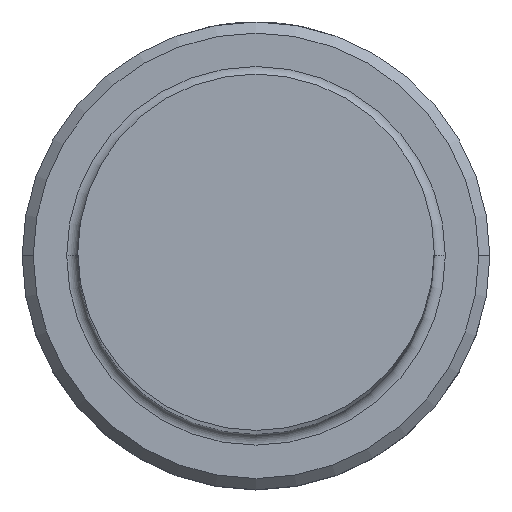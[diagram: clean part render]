
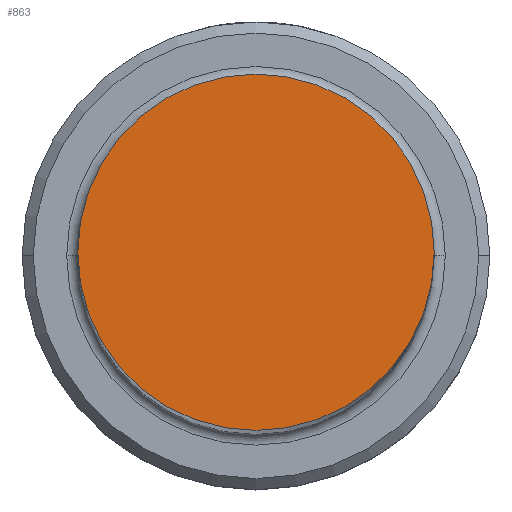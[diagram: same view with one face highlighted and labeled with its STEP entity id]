
A CAD part, top view. The second image highlights one B-rep face of the part: STEP entity #863.
In plain terms, the highlighted planar face has unit normal (0, 0, 1).
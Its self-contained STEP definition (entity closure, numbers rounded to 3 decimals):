
#21 = CARTESIAN_POINT ( 'NONE',  ( -8., 0., 100. ) ) ;
#29 = CARTESIAN_POINT ( 'NONE',  ( 8., 0., 100. ) ) ;
#115 = CARTESIAN_POINT ( 'NONE',  ( 0., 0., 100. ) ) ;
#146 = CIRCLE ( 'NONE', #1086, 8. ) ;
#211 = VERTEX_POINT ( 'NONE', #29 ) ;
#389 = PLANE ( 'NONE',  #855 ) ;
#435 = DIRECTION ( 'NONE',  ( 0., 0., 1. ) ) ;
#448 = AXIS2_PLACEMENT_3D ( 'NONE', #1009, #435, #1096 ) ;
#482 = CARTESIAN_POINT ( 'NONE',  ( 0., 0., 100. ) ) ;
#486 = DIRECTION ( 'NONE',  ( 0., 0., 1. ) ) ;
#504 = EDGE_LOOP ( 'NONE', ( #639, #950 ) ) ;
#515 = VERTEX_POINT ( 'NONE', #21 ) ;
#540 = EDGE_CURVE ( 'NONE', #515, #211, #146, .T. ) ;
#584 = DIRECTION ( 'NONE',  ( 1., 0., 0. ) ) ;
#639 = ORIENTED_EDGE ( 'NONE', *, *, #540, .T. ) ;
#829 = CIRCLE ( 'NONE', #448, 8. ) ;
#855 = AXIS2_PLACEMENT_3D ( 'NONE', #115, #486, #1140 ) ;
#863 = ADVANCED_FACE ( 'NONE', ( #1034 ), #389, .T. ) ;
#950 = ORIENTED_EDGE ( 'NONE', *, *, #1095, .T. ) ;
#1009 = CARTESIAN_POINT ( 'NONE',  ( 0., 0., 100. ) ) ;
#1034 = FACE_OUTER_BOUND ( 'NONE', #504, .T. ) ;
#1086 = AXIS2_PLACEMENT_3D ( 'NONE', #482, #1138, #584 ) ;
#1095 = EDGE_CURVE ( 'NONE', #211, #515, #829, .T. ) ;
#1096 = DIRECTION ( 'NONE',  ( 1., 0., 0. ) ) ;
#1138 = DIRECTION ( 'NONE',  ( 0., 0., 1. ) ) ;
#1140 = DIRECTION ( 'NONE',  ( 1., 0., 0. ) ) ;
